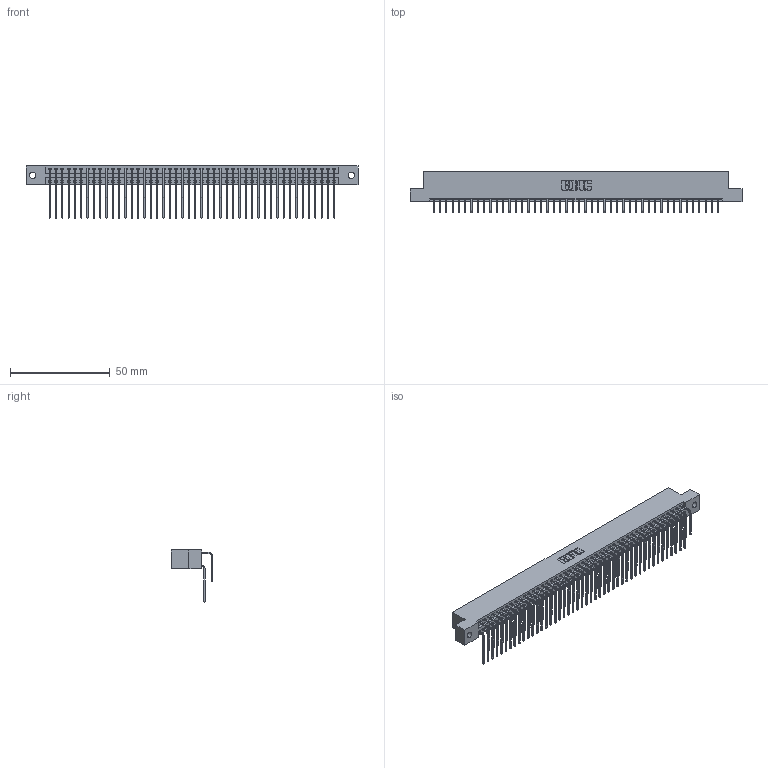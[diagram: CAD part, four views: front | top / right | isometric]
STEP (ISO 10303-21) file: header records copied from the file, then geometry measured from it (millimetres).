
FILE_DESCRIPTION (( 'STEP AP203' ), '1' );
FILE_NAME ('396-092-559-202.STEP', '2018-09-12T11:21:30', ( '' ), ( '' ), 'SwSTEP 2.0', 'SolidWorks 2016', '' );
FILE_SCHEMA (( 'CONFIG_CONTROL_DESIGN' ));
Length unit declared in the file: inch
Products named in the file (4): 396-092-559-202; 346 Part_Flush Mounting Lugs - 0.128 Dia; 345-292-001_559 Tail - 2; 345-292-001_558 559 Tail - 1
Assembly tree (93 placements, depth 2):
  396-092-559-202
    346 Part_Flush Mounting Lugs - 0.128 Dia
    345-292-001_558 559 Tail - 1  x46
    345-292-001_559 Tail - 2  x46
Bounding box: 166.62 x 20.89 x 26.16 mm (x, y, z)
Volume: 16773 mm3; surface area: 25395.3 mm2
Topology: 93 solids, 93 shells, 5090 faces, 15141 edges, 9970 vertices
Faces by surface type: plane 3480, cylinder 1610
Entity records: 31269 total; most frequent: CARTESIAN_POINT 5199, ORIENTED_EDGE 5082, DIRECTION 4605, EDGE_CURVE 2541, VECTOR 2185, LINE 2185, VERTEX_POINT 1690, AXIS2_PLACEMENT_3D 1210
